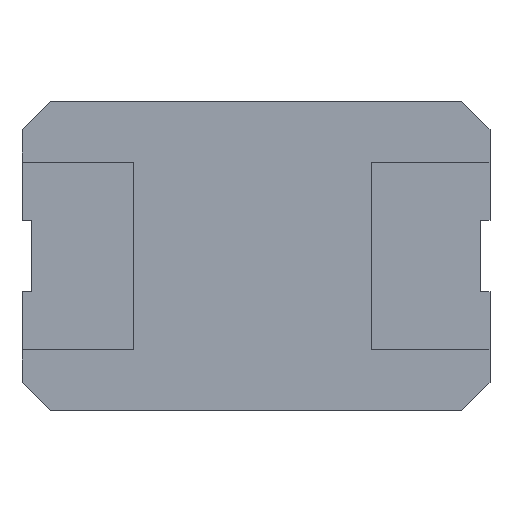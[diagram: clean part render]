
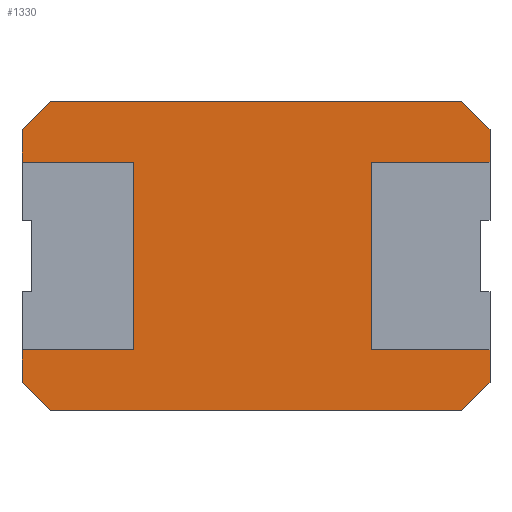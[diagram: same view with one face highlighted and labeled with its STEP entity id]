
A CAD part, front view. The second image highlights one B-rep face of the part: STEP entity #1330.
In plain terms, the highlighted planar face has unit normal (0, -1, 0).
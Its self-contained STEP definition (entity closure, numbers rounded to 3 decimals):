
#48=FACE_OUTER_BOUND('',#119,.T.);
#119=EDGE_LOOP('',(#943,#944,#945,#946,#947,#948,#949,#950,#951,#952,#953,
#954,#955,#956,#957,#958));
#199=LINE('',#1877,#383);
#206=LINE('',#1891,#390);
#214=LINE('',#1907,#398);
#218=LINE('',#1916,#402);
#225=LINE('',#1930,#409);
#229=LINE('',#1939,#413);
#232=LINE('',#1943,#416);
#234=LINE('',#1946,#418);
#236=LINE('',#1949,#420);
#238=LINE('',#1952,#422);
#239=LINE('',#1955,#423);
#240=LINE('',#1957,#424);
#241=LINE('',#1958,#425);
#242=LINE('',#1960,#426);
#243=LINE('',#1962,#427);
#244=LINE('',#1963,#428);
#383=VECTOR('',#1520,500.);
#390=VECTOR('',#1529,500.);
#398=VECTOR('',#1539,500.);
#402=VECTOR('',#1545,500.);
#409=VECTOR('',#1554,500.);
#413=VECTOR('',#1560,500.);
#416=VECTOR('',#1565,500.);
#418=VECTOR('',#1569,500.);
#420=VECTOR('',#1573,500.);
#422=VECTOR('',#1577,500.);
#423=VECTOR('',#1580,500.);
#424=VECTOR('',#1581,500.);
#425=VECTOR('',#1582,500.);
#426=VECTOR('',#1583,500.);
#427=VECTOR('',#1584,500.);
#428=VECTOR('',#1585,500.);
#562=VERTEX_POINT('',#1874);
#563=VERTEX_POINT('',#1876);
#568=VERTEX_POINT('',#1888);
#569=VERTEX_POINT('',#1890);
#575=VERTEX_POINT('',#1904);
#576=VERTEX_POINT('',#1906);
#579=VERTEX_POINT('',#1913);
#580=VERTEX_POINT('',#1915);
#585=VERTEX_POINT('',#1927);
#586=VERTEX_POINT('',#1929);
#589=VERTEX_POINT('',#1936);
#590=VERTEX_POINT('',#1938);
#591=VERTEX_POINT('',#1954);
#592=VERTEX_POINT('',#1956);
#593=VERTEX_POINT('',#1959);
#594=VERTEX_POINT('',#1961);
#695=EDGE_CURVE('',#562,#563,#199,.T.);
#702=EDGE_CURVE('',#568,#569,#206,.T.);
#710=EDGE_CURVE('',#575,#576,#214,.T.);
#714=EDGE_CURVE('',#579,#580,#218,.T.);
#721=EDGE_CURVE('',#585,#586,#225,.T.);
#725=EDGE_CURVE('',#589,#590,#229,.T.);
#728=EDGE_CURVE('',#575,#590,#232,.T.);
#730=EDGE_CURVE('',#589,#569,#234,.T.);
#732=EDGE_CURVE('',#579,#563,#236,.T.);
#734=EDGE_CURVE('',#585,#580,#238,.T.);
#735=EDGE_CURVE('',#591,#568,#239,.T.);
#736=EDGE_CURVE('',#592,#591,#240,.T.);
#737=EDGE_CURVE('',#586,#592,#241,.T.);
#738=EDGE_CURVE('',#593,#562,#242,.T.);
#739=EDGE_CURVE('',#594,#593,#243,.T.);
#740=EDGE_CURVE('',#576,#594,#244,.T.);
#943=ORIENTED_EDGE('',*,*,#702,.F.);
#944=ORIENTED_EDGE('',*,*,#735,.F.);
#945=ORIENTED_EDGE('',*,*,#736,.F.);
#946=ORIENTED_EDGE('',*,*,#737,.F.);
#947=ORIENTED_EDGE('',*,*,#721,.F.);
#948=ORIENTED_EDGE('',*,*,#734,.T.);
#949=ORIENTED_EDGE('',*,*,#714,.F.);
#950=ORIENTED_EDGE('',*,*,#732,.T.);
#951=ORIENTED_EDGE('',*,*,#695,.F.);
#952=ORIENTED_EDGE('',*,*,#738,.F.);
#953=ORIENTED_EDGE('',*,*,#739,.F.);
#954=ORIENTED_EDGE('',*,*,#740,.F.);
#955=ORIENTED_EDGE('',*,*,#710,.F.);
#956=ORIENTED_EDGE('',*,*,#728,.T.);
#957=ORIENTED_EDGE('',*,*,#725,.F.);
#958=ORIENTED_EDGE('',*,*,#730,.T.);
#1263=PLANE('',#1417);
#1330=ADVANCED_FACE('',(#48),#1263,.F.);
#1417=AXIS2_PLACEMENT_3D('',#1953,#1578,#1579);
#1520=DIRECTION('',(0.,0.,1.));
#1529=DIRECTION('',(0.,0.,-1.));
#1539=DIRECTION('',(0.,0.,1.));
#1545=DIRECTION('',(1.,0.,0.));
#1554=DIRECTION('',(0.,0.,-1.));
#1560=DIRECTION('',(-1.,0.,0.));
#1565=DIRECTION('',(0.707,0.,-0.707));
#1569=DIRECTION('',(0.707,0.,0.707));
#1573=DIRECTION('',(-0.707,0.,-0.707));
#1577=DIRECTION('',(-0.707,0.,0.707));
#1578=DIRECTION('center_axis',(0.,1.,0.));
#1579=DIRECTION('ref_axis',(0.,0.,1.));
#1580=DIRECTION('',(1.,0.,0.));
#1581=DIRECTION('',(0.,0.,-1.));
#1582=DIRECTION('',(-1.,0.,0.));
#1583=DIRECTION('',(-1.,0.,0.));
#1584=DIRECTION('',(0.,0.,1.));
#1585=DIRECTION('',(1.,0.,0.));
#1874=CARTESIAN_POINT('',(-0.635,0.,0.));
#1876=CARTESIAN_POINT('',(-0.635,0.,0.174));
#1877=CARTESIAN_POINT('',(-0.635,0.,0.324));
#1888=CARTESIAN_POINT('',(1.867,0.,-1.003));
#1890=CARTESIAN_POINT('',(1.867,0.,-1.177));
#1891=CARTESIAN_POINT('',(1.867,0.,0.324));
#1904=CARTESIAN_POINT('',(-0.635,0.,-1.177));
#1906=CARTESIAN_POINT('',(-0.635,0.,-1.003));
#1907=CARTESIAN_POINT('',(-0.635,0.,0.324));
#1913=CARTESIAN_POINT('',(-0.485,0.,0.324));
#1915=CARTESIAN_POINT('',(1.717,0.,0.324));
#1916=CARTESIAN_POINT('',(1.867,0.,0.324));
#1927=CARTESIAN_POINT('',(1.867,0.,0.174));
#1929=CARTESIAN_POINT('',(1.867,0.,0.));
#1930=CARTESIAN_POINT('',(1.867,0.,0.324));
#1936=CARTESIAN_POINT('',(1.717,0.,-1.327));
#1938=CARTESIAN_POINT('',(-0.485,0.,-1.327));
#1939=CARTESIAN_POINT('',(1.867,0.,-1.327));
#1943=CARTESIAN_POINT('',(-0.635,0.,-1.177));
#1946=CARTESIAN_POINT('',(1.717,0.,-1.327));
#1949=CARTESIAN_POINT('',(-0.485,0.,0.324));
#1952=CARTESIAN_POINT('',(1.867,0.,0.174));
#1953=CARTESIAN_POINT('Origin',(0.616,0.,-0.502));
#1954=CARTESIAN_POINT('',(1.232,0.,-1.003));
#1955=CARTESIAN_POINT('',(1.232,0.,-1.003));
#1956=CARTESIAN_POINT('',(1.232,0.,0.));
#1957=CARTESIAN_POINT('',(1.232,0.,-1.003));
#1958=CARTESIAN_POINT('',(1.232,0.,0.));
#1959=CARTESIAN_POINT('',(-0.038,0.,0.));
#1960=CARTESIAN_POINT('',(-0.038,0.,0.));
#1961=CARTESIAN_POINT('',(-0.038,0.,-1.003));
#1962=CARTESIAN_POINT('',(-0.038,0.,-1.003));
#1963=CARTESIAN_POINT('',(-0.038,0.,-1.003));
